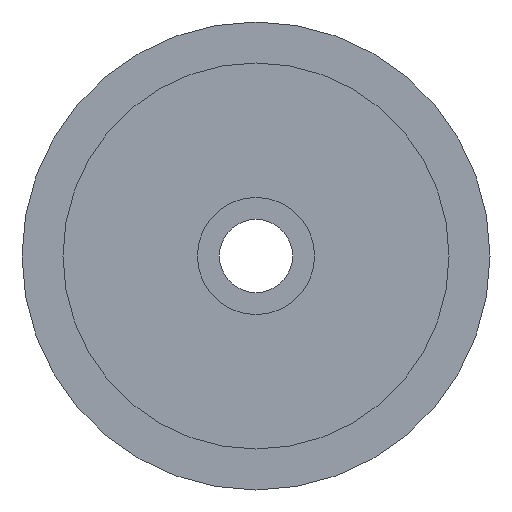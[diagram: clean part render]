
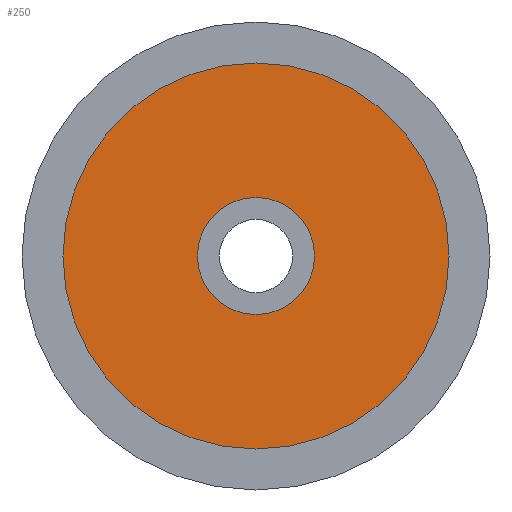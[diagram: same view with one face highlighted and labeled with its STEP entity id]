
A CAD part, left-side view. The second image highlights one B-rep face of the part: STEP entity #250.
In plain terms, the highlighted planar face has unit normal (-1, 0, 0).
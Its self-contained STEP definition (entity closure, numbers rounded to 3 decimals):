
#29 = AXIS2_PLACEMENT_3D ( 'NONE', #461, #49, #450 ) ;
#49 = DIRECTION ( 'NONE',  ( -1., 0., 0. ) ) ;
#61 = DIRECTION ( 'NONE',  ( 0., 0., -1. ) ) ;
#62 = VERTEX_POINT ( 'NONE', #203 ) ;
#67 = DIRECTION ( 'NONE',  ( -1., 0., 0. ) ) ;
#68 = CARTESIAN_POINT ( 'NONE',  ( -2.5, 0., 16.5 ) ) ;
#84 = AXIS2_PLACEMENT_3D ( 'NONE', #128, #67, #337 ) ;
#127 = EDGE_LOOP ( 'NONE', ( #271, #274 ) ) ;
#128 = CARTESIAN_POINT ( 'NONE',  ( -2.5, 0., 0. ) ) ;
#130 = CARTESIAN_POINT ( 'NONE',  ( -2.5, 0., 0. ) ) ;
#160 = PLANE ( 'NONE',  #624 ) ;
#162 = CIRCLE ( 'NONE', #84, 16.5 ) ;
#185 = CIRCLE ( 'NONE', #251, 5. ) ;
#203 = CARTESIAN_POINT ( 'NONE',  ( -2.5, 0., 5. ) ) ;
#216 = EDGE_CURVE ( 'NONE', #62, #401, #244, .T. ) ;
#240 = DIRECTION ( 'NONE',  ( 0., 0., 1. ) ) ;
#244 = CIRCLE ( 'NONE', #612, 5. ) ;
#250 = ADVANCED_FACE ( 'NONE', ( #563, #526 ), #160, .F. ) ;
#251 = AXIS2_PLACEMENT_3D ( 'NONE', #130, #543, #240 ) ;
#271 = ORIENTED_EDGE ( 'NONE', *, *, #651, .T. ) ;
#274 = ORIENTED_EDGE ( 'NONE', *, *, #505, .T. ) ;
#323 = DIRECTION ( 'NONE',  ( 1., 0., 0. ) ) ;
#337 = DIRECTION ( 'NONE',  ( 0., 0., 1. ) ) ;
#399 = EDGE_CURVE ( 'NONE', #401, #62, #185, .T. ) ;
#401 = VERTEX_POINT ( 'NONE', #489 ) ;
#402 = CARTESIAN_POINT ( 'NONE',  ( -2.5, 0., 0. ) ) ;
#429 = VERTEX_POINT ( 'NONE', #529 ) ;
#447 = VERTEX_POINT ( 'NONE', #68 ) ;
#450 = DIRECTION ( 'NONE',  ( 0., 0., 1. ) ) ;
#456 = EDGE_LOOP ( 'NONE', ( #640, #632 ) ) ;
#461 = CARTESIAN_POINT ( 'NONE',  ( -2.5, 0., 0. ) ) ;
#465 = CARTESIAN_POINT ( 'NONE',  ( -2.5, 16.5, 0. ) ) ;
#468 = CIRCLE ( 'NONE', #29, 16.5 ) ;
#489 = CARTESIAN_POINT ( 'NONE',  ( -2.5, 0., -5. ) ) ;
#505 = EDGE_CURVE ( 'NONE', #429, #447, #468, .T. ) ;
#526 = FACE_OUTER_BOUND ( 'NONE', #127, .T. ) ;
#529 = CARTESIAN_POINT ( 'NONE',  ( -2.5, 0., -16.5 ) ) ;
#543 = DIRECTION ( 'NONE',  ( -1., 0., 0. ) ) ;
#563 = FACE_BOUND ( 'NONE', #456, .T. ) ;
#606 = DIRECTION ( 'NONE',  ( 0., 0., 1. ) ) ;
#612 = AXIS2_PLACEMENT_3D ( 'NONE', #402, #662, #606 ) ;
#624 = AXIS2_PLACEMENT_3D ( 'NONE', #465, #323, #61 ) ;
#632 = ORIENTED_EDGE ( 'NONE', *, *, #399, .F. ) ;
#640 = ORIENTED_EDGE ( 'NONE', *, *, #216, .F. ) ;
#651 = EDGE_CURVE ( 'NONE', #447, #429, #162, .T. ) ;
#662 = DIRECTION ( 'NONE',  ( -1., 0., 0. ) ) ;
